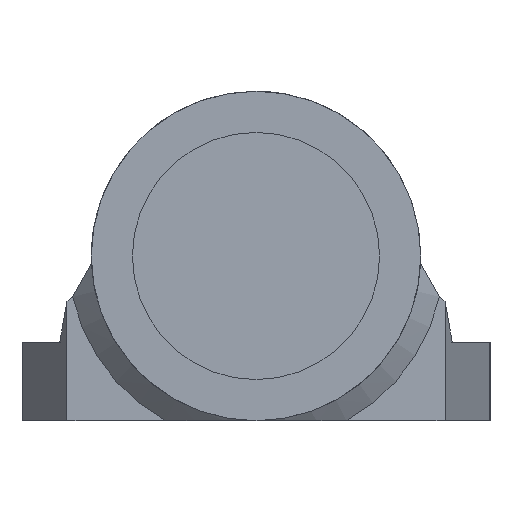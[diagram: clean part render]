
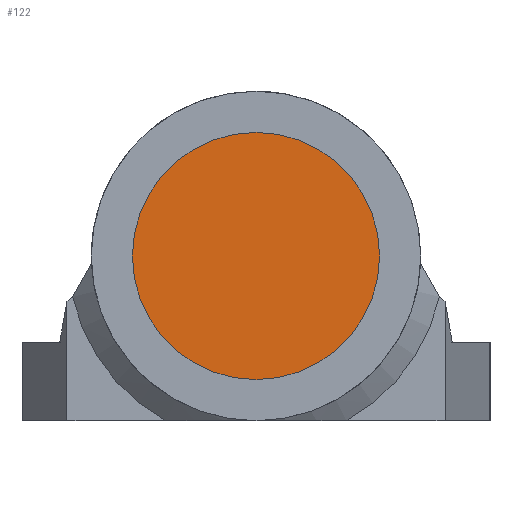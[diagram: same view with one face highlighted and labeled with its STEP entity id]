
A CAD part, left-side view. The second image highlights one B-rep face of the part: STEP entity #122.
In plain terms, the highlighted planar face has unit normal (-1, 0, 0).
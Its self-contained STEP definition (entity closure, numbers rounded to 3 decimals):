
#7 = AXIS2_PLACEMENT_3D ( 'NONE', #452, #458, #459 ) ;
#13 = EDGE_CURVE ( 'NONE', #419, #416, #249, .T. ) ;
#56 = EDGE_CURVE ( 'NONE', #416, #419, #306, .T. ) ;
#71 = AXIS2_PLACEMENT_3D ( 'NONE', #653, #660, #661 ) ;
#73 = AXIS2_PLACEMENT_3D ( 'NONE', #597, #609, #610 ) ;
#122 = ADVANCED_FACE ( 'NONE', ( #301 ), #657, .T. ) ;
#168 = ORIENTED_EDGE ( 'NONE', *, *, #56, .T. ) ;
#169 = ORIENTED_EDGE ( 'NONE', *, *, #13, .T. ) ;
#238 = EDGE_LOOP ( 'NONE', ( #168, #169 ) ) ;
#249 = CIRCLE ( 'NONE', #7, 3.3 ) ;
#301 = FACE_OUTER_BOUND ( 'NONE', #238, .T. ) ;
#306 = CIRCLE ( 'NONE', #73, 3.3 ) ;
#416 = VERTEX_POINT ( 'NONE', #718 ) ;
#419 = VERTEX_POINT ( 'NONE', #725 ) ;
#452 = CARTESIAN_POINT ( 'NONE',  ( -7., 0., 4.4 ) ) ;
#458 = DIRECTION ( 'NONE',  ( -1., 0., 0. ) ) ;
#459 = DIRECTION ( 'NONE',  ( 0., 0., 1. ) ) ;
#597 = CARTESIAN_POINT ( 'NONE',  ( -7., 0., 4.4 ) ) ;
#609 = DIRECTION ( 'NONE',  ( -1., 0., 0. ) ) ;
#610 = DIRECTION ( 'NONE',  ( 0., 0., 1. ) ) ;
#653 = CARTESIAN_POINT ( 'NONE',  ( -7., 0., 4.4 ) ) ;
#657 = PLANE ( 'NONE',  #71 ) ;
#660 = DIRECTION ( 'NONE',  ( -1., 0., 0. ) ) ;
#661 = DIRECTION ( 'NONE',  ( 0., 0., 1. ) ) ;
#718 = CARTESIAN_POINT ( 'NONE',  ( -7., 0., 7.7 ) ) ;
#725 = CARTESIAN_POINT ( 'NONE',  ( -7., 0., 1.1 ) ) ;
